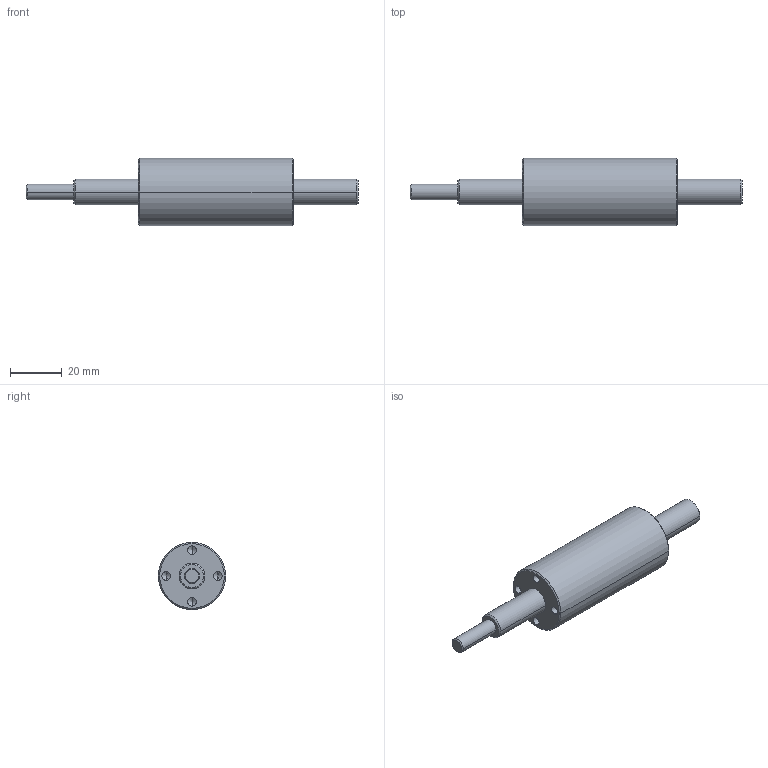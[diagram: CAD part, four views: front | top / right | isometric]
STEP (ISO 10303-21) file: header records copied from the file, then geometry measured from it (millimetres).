
FILE_DESCRIPTION (( 'STEP AP214' ), '1' );
FILE_NAME ('Axe pivot bas REP 1.STEP', '2021-01-31T12:18:16', ( '' ), ( '' ), 'SwSTEP 2.0', 'SolidWorks 2019', '' );
FILE_SCHEMA (( 'AUTOMOTIVE_DESIGN' ));
Length unit declared in the file: millimetre
Products named in the file (1): Axe pivot bas REP 1
Bounding box: 128.5 x 26 x 26 mm (x, y, z)
Volume: 34884.7 mm3; surface area: 9479 mm2
Topology: 1 solids, 1 shells, 55 faces, 124 edges, 66 vertices
Faces by surface type: cone 26, cylinder 24, plane 5
Entity records: 1626 total; most frequent: DIRECTION 278, CARTESIAN_POINT 230, ORIENTED_EDGE 216, AXIS2_PLACEMENT_3D 114, EDGE_CURVE 108, VERTEX_POINT 66, EDGE_LOOP 66, CIRCLE 58
